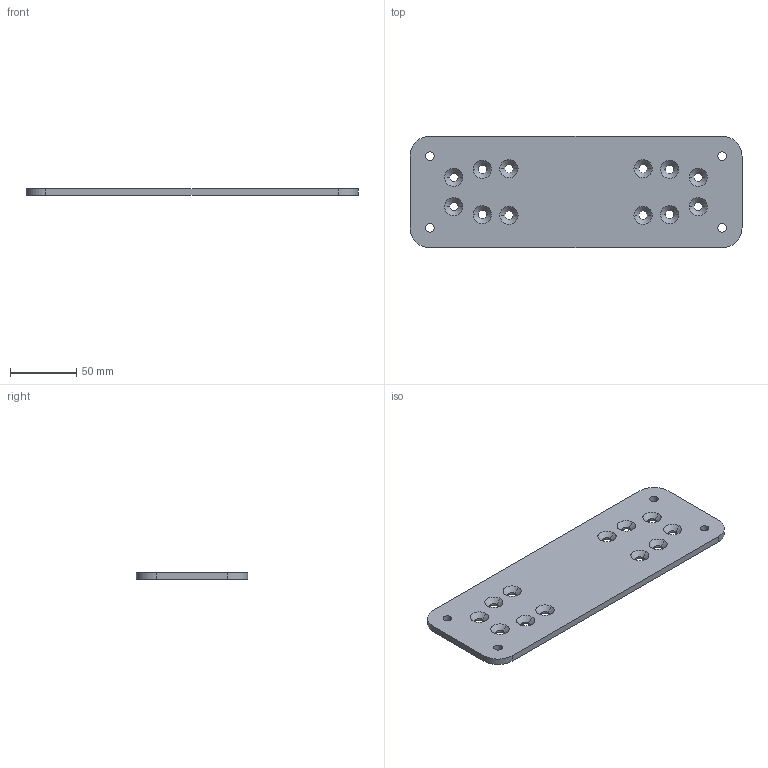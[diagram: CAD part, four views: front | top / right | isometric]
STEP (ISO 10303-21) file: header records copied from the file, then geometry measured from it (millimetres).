
FILE_DESCRIPTION (( 'STEP AP203' ), '1' );
FILE_NAME ('Montageplatte T180 3 in1 .STEP', '2010-04-07T13:24:39', ( 'PC' ), ( 'PC' ), 'SwSTEP 2.0', 'SolidWorks 2007', '' );
FILE_SCHEMA (( 'CONFIG_CONTROL_DESIGN' ));
Length unit declared in the file: millimetre
Products named in the file (1): Montageplatte T180 3 in1 
Bounding box: 250 x 84 x 5 mm (x, y, z)
Volume: 99205.5 mm3; surface area: 45082.3 mm2
Topology: 1 solids, 1 shells, 66 faces, 168 edges, 104 vertices
Faces by surface type: cylinder 36, cone 24, plane 6
Entity records: 2157 total; most frequent: DIRECTION 398, CARTESIAN_POINT 339, ORIENTED_EDGE 336, EDGE_CURVE 168, AXIS2_PLACEMENT_3D 163, VERTEX_POINT 104, EDGE_LOOP 98, CIRCLE 96
